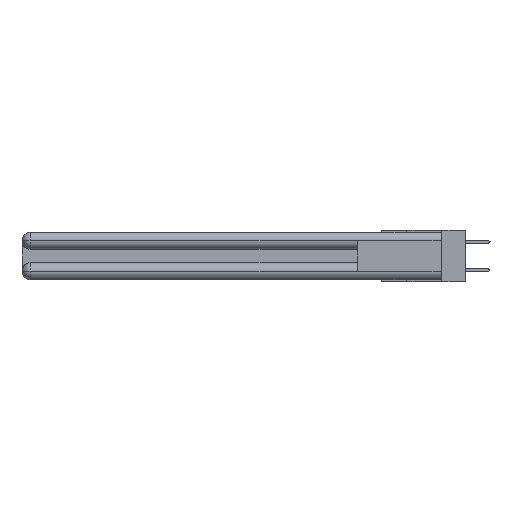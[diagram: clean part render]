
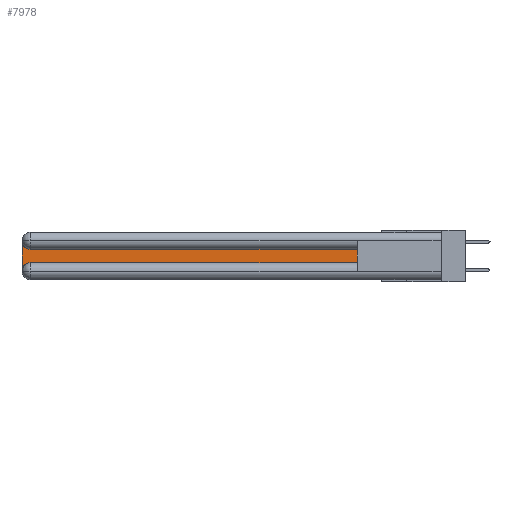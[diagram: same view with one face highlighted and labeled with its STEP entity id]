
A CAD part, left-side view. The second image highlights one B-rep face of the part: STEP entity #7978.
In plain terms, the highlighted planar face has unit normal (-1, 0, 0).
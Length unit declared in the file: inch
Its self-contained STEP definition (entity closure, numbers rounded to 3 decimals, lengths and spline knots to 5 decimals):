
#78 = CARTESIAN_POINT ( 'NONE',  ( 0.075, 2.94, -0.2175 ) ) ;
#449 = LINE ( 'NONE', #13381, #24830 ) ;
#703 = FACE_OUTER_BOUND ( 'NONE', #24820, .T. ) ;
#1077 = CIRCLE ( 'NONE', #8503, 0.06 ) ;
#1518 = VERTEX_POINT ( 'NONE', #19590 ) ;
#2748 = ORIENTED_EDGE ( 'NONE', *, *, #10851, .T. ) ;
#2817 = EDGE_CURVE ( 'NONE', #3512, #24345, #449, .T. ) ;
#3095 = EDGE_CURVE ( 'NONE', #7450, #8777, #20515, .T. ) ;
#3512 = VERTEX_POINT ( 'NONE', #78 ) ;
#3743 = DIRECTION ( 'NONE',  ( 0., 0., -1. ) ) ;
#4057 = DIRECTION ( 'NONE',  ( 0., 1., 0. ) ) ;
#4695 = AXIS2_PLACEMENT_3D ( 'NONE', #10200, #20799, #22963 ) ;
#5310 = DIRECTION ( 'NONE',  ( 1., 0., 0. ) ) ;
#5527 = ORIENTED_EDGE ( 'NONE', *, *, #21590, .T. ) ;
#7450 = VERTEX_POINT ( 'NONE', #9750 ) ;
#7978 = ADVANCED_FACE ( 'NONE', ( #703 ), #12534, .F. ) ;
#8503 = AXIS2_PLACEMENT_3D ( 'NONE', #16353, #5310, #22473 ) ;
#8777 = VERTEX_POINT ( 'NONE', #13571 ) ;
#9182 = VECTOR ( 'NONE', #4057, 39.37008 ) ;
#9750 = CARTESIAN_POINT ( 'NONE',  ( 0.075, 0.6, -0.1225 ) ) ;
#9786 = CARTESIAN_POINT ( 'NONE',  ( 0.075, 0.6, -0.1225 ) ) ;
#10200 = CARTESIAN_POINT ( 'NONE',  ( 0.075, 3., -0.1225 ) ) ;
#10851 = EDGE_CURVE ( 'NONE', #1518, #3512, #27517, .T. ) ;
#12047 = VECTOR ( 'NONE', #16558, 39.37008 ) ;
#12355 = CARTESIAN_POINT ( 'NONE',  ( 0.075, 0.6, -0.2175 ) ) ;
#12368 = LINE ( 'NONE', #12355, #12047 ) ;
#12534 = PLANE ( 'NONE',  #4695 ) ;
#13381 = CARTESIAN_POINT ( 'NONE',  ( 0.075, 0.6, -0.2175 ) ) ;
#13429 = CARTESIAN_POINT ( 'NONE',  ( 0.075, 0.6, -0.2175 ) ) ;
#13571 = CARTESIAN_POINT ( 'NONE',  ( 0.075, 2.94, -0.1225 ) ) ;
#14678 = VECTOR ( 'NONE', #3743, 39.37008 ) ;
#15041 = ORIENTED_EDGE ( 'NONE', *, *, #3095, .T. ) ;
#16200 = DIRECTION ( 'NONE',  ( 1., 0., 0. ) ) ;
#16353 = CARTESIAN_POINT ( 'NONE',  ( 0.075, 2.94, -0.0625 ) ) ;
#16558 = DIRECTION ( 'NONE',  ( 0., 0., 1. ) ) ;
#17374 = AXIS2_PLACEMENT_3D ( 'NONE', #24386, #16200, #24657 ) ;
#18236 = VERTEX_POINT ( 'NONE', #18590 ) ;
#18590 = CARTESIAN_POINT ( 'NONE',  ( 0.075, 3., -0.0625 ) ) ;
#18920 = ORIENTED_EDGE ( 'NONE', *, *, #20452, .T. ) ;
#19590 = CARTESIAN_POINT ( 'NONE',  ( 0.075, 3., -0.2775 ) ) ;
#20235 = ORIENTED_EDGE ( 'NONE', *, *, #25201, .T. ) ;
#20452 = EDGE_CURVE ( 'NONE', #24345, #7450, #12368, .T. ) ;
#20515 = LINE ( 'NONE', #9786, #9182 ) ;
#20799 = DIRECTION ( 'NONE',  ( 1., 0., 0. ) ) ;
#21590 = EDGE_CURVE ( 'NONE', #18236, #1518, #24648, .T. ) ;
#22473 = DIRECTION ( 'NONE',  ( 0., 0., -1. ) ) ;
#22963 = DIRECTION ( 'NONE',  ( 0., 0., -1. ) ) ;
#24058 = DIRECTION ( 'NONE',  ( 0., -1., 0. ) ) ;
#24171 = ORIENTED_EDGE ( 'NONE', *, *, #2817, .T. ) ;
#24345 = VERTEX_POINT ( 'NONE', #13429 ) ;
#24386 = CARTESIAN_POINT ( 'NONE',  ( 0.075, 2.94, -0.2775 ) ) ;
#24648 = LINE ( 'NONE', #27000, #14678 ) ;
#24657 = DIRECTION ( 'NONE',  ( 0., 0., -1. ) ) ;
#24820 = EDGE_LOOP ( 'NONE', ( #15041, #20235, #5527, #2748, #24171, #18920 ) ) ;
#24830 = VECTOR ( 'NONE', #24058, 39.37008 ) ;
#25201 = EDGE_CURVE ( 'NONE', #8777, #18236, #1077, .T. ) ;
#27000 = CARTESIAN_POINT ( 'NONE',  ( 0.075, 3., -0.2175 ) ) ;
#27517 = CIRCLE ( 'NONE', #17374, 0.06 ) ;
